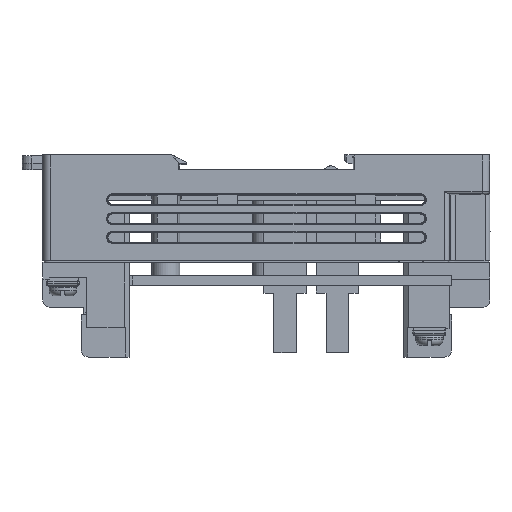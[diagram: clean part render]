
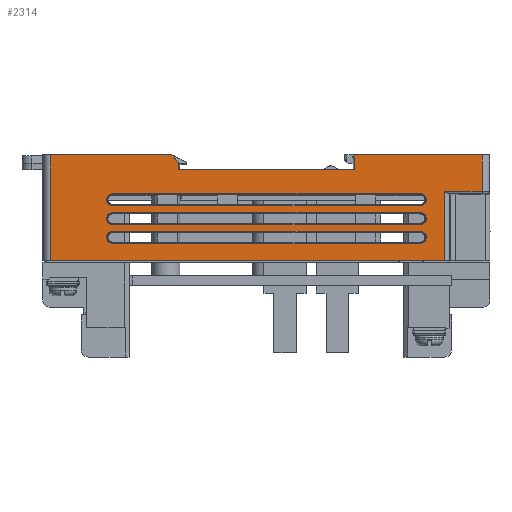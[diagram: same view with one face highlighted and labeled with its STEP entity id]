
A CAD part, front view. The second image highlights one B-rep face of the part: STEP entity #2314.
In plain terms, the highlighted planar face has unit normal (0, -1, 0).
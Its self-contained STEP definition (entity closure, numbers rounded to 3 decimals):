
#2081=CARTESIAN_POINT('',(-43.5,-50.,-21.3));
#2082=VERTEX_POINT('',#2081);
#2090=CARTESIAN_POINT('',(-43.5,-50.,0.));
#2091=VERTEX_POINT('',#2090);
#2092=CARTESIAN_POINT('',(-43.5,-50.,-21.3));
#2093=DIRECTION('',(0.,0.,1.));
#2094=VECTOR('',#2093,21.3);
#2095=LINE('',#2092,#2094);
#2096=EDGE_CURVE('',#2082,#2091,#2095,.T.);
#2108=CARTESIAN_POINT('',(45.,-50.,0.));
#2109=DIRECTION('',(1.,0.,0.));
#2110=DIRECTION('',(0.,-1.,0.));
#2111=AXIS2_PLACEMENT_3D('',#2108,#2110,#2109);
#2112=PLANE('',#2111);
#2113=CARTESIAN_POINT('',(-17.713,-50.,-1.487));
#2114=VERTEX_POINT('',#2113);
#2115=CARTESIAN_POINT('',(-19.2,-50.,0.));
#2116=VERTEX_POINT('',#2115);
#2117=CARTESIAN_POINT('',(-17.713,-50.,-1.487));
#2118=DIRECTION('',(-0.707,0.,0.707));
#2119=VECTOR('',#2118,2.103);
#2120=LINE('',#2117,#2119);
#2121=EDGE_CURVE('',#2114,#2116,#2120,.T.);
#2122=ORIENTED_EDGE('',*,*,#2121,.T.);
#2123=CARTESIAN_POINT('',(-19.2,-50.,0.));
#2124=DIRECTION('',(-1.,0.,0.));
#2125=VECTOR('',#2124,24.3);
#2126=LINE('',#2123,#2125);
#2127=EDGE_CURVE('',#2116,#2091,#2126,.T.);
#2128=ORIENTED_EDGE('',*,*,#2127,.T.);
#2129=ORIENTED_EDGE('',*,*,#2096,.F.);
#2130=CARTESIAN_POINT('',(35.878,-50.,-21.3));
#2131=VERTEX_POINT('',#2130);
#2132=CARTESIAN_POINT('',(-43.5,-50.,-21.3));
#2133=DIRECTION('',(1.,0.,0.));
#2134=VECTOR('',#2133,79.378);
#2135=LINE('',#2132,#2134);
#2136=EDGE_CURVE('',#2082,#2131,#2135,.T.);
#2137=ORIENTED_EDGE('',*,*,#2136,.T.);
#2138=CARTESIAN_POINT('',(35.878,-50.,-7.369));
#2139=VERTEX_POINT('',#2138);
#2140=CARTESIAN_POINT('',(35.878,-50.,-21.3));
#2141=DIRECTION('',(0.,0.,1.));
#2142=VECTOR('',#2141,13.931);
#2143=LINE('',#2140,#2142);
#2144=EDGE_CURVE('',#2131,#2139,#2143,.T.);
#2145=ORIENTED_EDGE('',*,*,#2144,.T.);
#2146=CARTESIAN_POINT('',(43.417,-50.,-7.369));
#2147=VERTEX_POINT('',#2146);
#2148=CARTESIAN_POINT('',(35.878,-50.,-7.369));
#2149=DIRECTION('',(1.,0.,0.));
#2150=VECTOR('',#2149,7.539);
#2151=LINE('',#2148,#2150);
#2152=EDGE_CURVE('',#2139,#2147,#2151,.T.);
#2153=ORIENTED_EDGE('',*,*,#2152,.T.);
#2154=CARTESIAN_POINT('',(43.417,-50.,0.));
#2155=VERTEX_POINT('',#2154);
#2156=CARTESIAN_POINT('',(43.417,-50.,-7.369));
#2157=DIRECTION('',(0.,0.,1.));
#2158=VECTOR('',#2157,7.369);
#2159=LINE('',#2156,#2158);
#2160=EDGE_CURVE('',#2147,#2155,#2159,.T.);
#2161=ORIENTED_EDGE('',*,*,#2160,.T.);
#2162=CARTESIAN_POINT('',(17.726,-50.,0.));
#2163=VERTEX_POINT('',#2162);
#2164=CARTESIAN_POINT('',(43.417,-50.,0.));
#2165=DIRECTION('',(-1.,0.,0.));
#2166=VECTOR('',#2165,25.69);
#2167=LINE('',#2164,#2166);
#2168=EDGE_CURVE('',#2155,#2163,#2167,.T.);
#2169=ORIENTED_EDGE('',*,*,#2168,.T.);
#2170=CARTESIAN_POINT('',(17.7,-50.,-3.));
#2171=VERTEX_POINT('',#2170);
#2172=CARTESIAN_POINT('',(17.726,-50.,0.));
#2173=DIRECTION('',(-0.009,0.,-1.));
#2174=VECTOR('',#2173,3.);
#2175=LINE('',#2172,#2174);
#2176=EDGE_CURVE('',#2163,#2171,#2175,.T.);
#2177=ORIENTED_EDGE('',*,*,#2176,.T.);
#2178=CARTESIAN_POINT('',(-17.7,-50.,-3.));
#2179=VERTEX_POINT('',#2178);
#2180=CARTESIAN_POINT('',(17.7,-50.,-3.));
#2181=DIRECTION('',(-1.,0.,0.));
#2182=VECTOR('',#2181,35.4);
#2183=LINE('',#2180,#2182);
#2184=EDGE_CURVE('',#2171,#2179,#2183,.T.);
#2185=ORIENTED_EDGE('',*,*,#2184,.T.);
#2186=CARTESIAN_POINT('',(-17.7,-50.,-3.));
#2187=DIRECTION('',(-0.009,0.,1.));
#2188=VECTOR('',#2187,1.513);
#2189=LINE('',#2186,#2188);
#2190=EDGE_CURVE('',#2179,#2114,#2189,.T.);
#2191=ORIENTED_EDGE('',*,*,#2190,.T.);
#2192=EDGE_LOOP('',(#2122,#2128,#2129,#2137,#2145,#2153,#2161,#2169,#2177,#2185,#2191));
#2193=FACE_OUTER_BOUND('',#2192,.T.);
#2194=CARTESIAN_POINT('',(-30.974,-50.,-10.239));
#2195=VERTEX_POINT('',#2194);
#2196=CARTESIAN_POINT('',(-30.974,-50.,-7.811));
#2197=VERTEX_POINT('',#2196);
#2198=CARTESIAN_POINT('',(-30.974,-50.,-10.239));
#2199=CARTESIAN_POINT('',(-31.61,-50.,-10.239));
#2200=CARTESIAN_POINT('',(-32.189,-50.,-9.661));
#2201=CARTESIAN_POINT('',(-32.189,-50.,-8.389));
#2202=CARTESIAN_POINT('',(-31.61,-50.,-7.811));
#2203=CARTESIAN_POINT('',(-30.974,-50.,-7.811));
#2204=B_SPLINE_CURVE_WITH_KNOTS('',3,(#2198,#2199,#2200,#2201,#2202,#2203),.UNSPECIFIED.,.F.,.U.,(4,2,4),(0.,0.5,1.),.UNSPECIFIED.);
#2205=EDGE_CURVE('',#2195,#2197,#2204,.T.);
#2206=ORIENTED_EDGE('',*,*,#2205,.T.);
#2207=CARTESIAN_POINT('',(30.971,-50.,-7.811));
#2208=VERTEX_POINT('',#2207);
#2209=CARTESIAN_POINT('',(-30.974,-50.,-7.811));
#2210=DIRECTION('',(1.,0.,0.));
#2211=VECTOR('',#2210,61.945);
#2212=LINE('',#2209,#2211);
#2213=EDGE_CURVE('',#2197,#2208,#2212,.T.);
#2214=ORIENTED_EDGE('',*,*,#2213,.T.);
#2215=CARTESIAN_POINT('',(30.974,-50.,-10.239));
#2216=VERTEX_POINT('',#2215);
#2217=CARTESIAN_POINT('',(30.971,-50.,-7.811));
#2218=CARTESIAN_POINT('',(31.608,-50.,-7.809));
#2219=CARTESIAN_POINT('',(32.188,-50.,-8.387));
#2220=CARTESIAN_POINT('',(32.19,-50.,-9.66));
#2221=CARTESIAN_POINT('',(31.61,-50.,-10.239));
#2222=CARTESIAN_POINT('',(30.974,-50.,-10.239));
#2223=B_SPLINE_CURVE_WITH_KNOTS('',3,(#2217,#2218,#2219,#2220,#2221,#2222),.UNSPECIFIED.,.F.,.U.,(4,2,4),(0.,0.5,1.),.UNSPECIFIED.);
#2224=EDGE_CURVE('',#2208,#2216,#2223,.T.);
#2225=ORIENTED_EDGE('',*,*,#2224,.T.);
#2226=CARTESIAN_POINT('',(30.974,-50.,-10.239));
#2227=DIRECTION('',(-1.,0.,0.));
#2228=VECTOR('',#2227,61.948);
#2229=LINE('',#2226,#2228);
#2230=EDGE_CURVE('',#2216,#2195,#2229,.T.);
#2231=ORIENTED_EDGE('',*,*,#2230,.T.);
#2232=EDGE_LOOP('',(#2206,#2214,#2225,#2231));
#2233=FACE_BOUND('',#2232,.T.);
#2234=CARTESIAN_POINT('',(-30.974,-50.,-14.033));
#2235=VERTEX_POINT('',#2234);
#2236=CARTESIAN_POINT('',(-30.974,-50.,-11.605));
#2237=VERTEX_POINT('',#2236);
#2238=CARTESIAN_POINT('',(-30.974,-50.,-14.033));
#2239=CARTESIAN_POINT('',(-31.61,-50.,-14.034));
#2240=CARTESIAN_POINT('',(-32.189,-50.,-13.455));
#2241=CARTESIAN_POINT('',(-32.189,-50.,-12.183));
#2242=CARTESIAN_POINT('',(-31.61,-50.,-11.605));
#2243=CARTESIAN_POINT('',(-30.974,-50.,-11.606));
#2244=B_SPLINE_CURVE_WITH_KNOTS('',3,(#2238,#2239,#2240,#2241,#2242,#2243),.UNSPECIFIED.,.F.,.U.,(4,2,4),(0.,0.5,1.),.UNSPECIFIED.);
#2245=EDGE_CURVE('',#2235,#2237,#2244,.T.);
#2246=ORIENTED_EDGE('',*,*,#2245,.T.);
#2247=CARTESIAN_POINT('',(30.971,-50.,-11.606));
#2248=VERTEX_POINT('',#2247);
#2249=CARTESIAN_POINT('',(-30.974,-50.,-11.605));
#2250=DIRECTION('',(1.,0.,0.));
#2251=VECTOR('',#2250,61.945);
#2252=LINE('',#2249,#2251);
#2253=EDGE_CURVE('',#2237,#2248,#2252,.T.);
#2254=ORIENTED_EDGE('',*,*,#2253,.T.);
#2255=CARTESIAN_POINT('',(30.974,-50.,-14.033));
#2256=VERTEX_POINT('',#2255);
#2257=CARTESIAN_POINT('',(30.971,-50.,-11.606));
#2258=CARTESIAN_POINT('',(31.608,-50.,-11.604));
#2259=CARTESIAN_POINT('',(32.188,-50.,-12.182));
#2260=CARTESIAN_POINT('',(32.19,-50.,-13.455));
#2261=CARTESIAN_POINT('',(31.61,-50.,-14.034));
#2262=CARTESIAN_POINT('',(30.974,-50.,-14.033));
#2263=B_SPLINE_CURVE_WITH_KNOTS('',3,(#2257,#2258,#2259,#2260,#2261,#2262),.UNSPECIFIED.,.F.,.U.,(4,2,4),(0.,0.5,1.),.UNSPECIFIED.);
#2264=EDGE_CURVE('',#2248,#2256,#2263,.T.);
#2265=ORIENTED_EDGE('',*,*,#2264,.T.);
#2266=CARTESIAN_POINT('',(30.974,-50.,-14.033));
#2267=DIRECTION('',(-1.,0.,0.));
#2268=VECTOR('',#2267,61.948);
#2269=LINE('',#2266,#2268);
#2270=EDGE_CURVE('',#2256,#2235,#2269,.T.);
#2271=ORIENTED_EDGE('',*,*,#2270,.T.);
#2272=EDGE_LOOP('',(#2246,#2254,#2265,#2271));
#2273=FACE_BOUND('',#2272,.T.);
#2274=CARTESIAN_POINT('',(-30.974,-50.,-17.828));
#2275=VERTEX_POINT('',#2274);
#2276=CARTESIAN_POINT('',(-30.974,-50.,-15.4));
#2277=VERTEX_POINT('',#2276);
#2278=CARTESIAN_POINT('',(-30.974,-50.,-17.827));
#2279=CARTESIAN_POINT('',(-31.61,-50.,-17.828));
#2280=CARTESIAN_POINT('',(-32.189,-50.,-17.25));
#2281=CARTESIAN_POINT('',(-32.189,-50.,-15.978));
#2282=CARTESIAN_POINT('',(-31.61,-50.,-15.399));
#2283=CARTESIAN_POINT('',(-30.974,-50.,-15.4));
#2284=B_SPLINE_CURVE_WITH_KNOTS('',3,(#2278,#2279,#2280,#2281,#2282,#2283),.UNSPECIFIED.,.F.,.U.,(4,2,4),(0.,0.5,1.),.UNSPECIFIED.);
#2285=EDGE_CURVE('',#2275,#2277,#2284,.T.);
#2286=ORIENTED_EDGE('',*,*,#2285,.T.);
#2287=CARTESIAN_POINT('',(30.971,-50.,-15.4));
#2288=VERTEX_POINT('',#2287);
#2289=CARTESIAN_POINT('',(-30.974,-50.,-15.4));
#2290=DIRECTION('',(1.,0.,0.));
#2291=VECTOR('',#2290,61.945);
#2292=LINE('',#2289,#2291);
#2293=EDGE_CURVE('',#2277,#2288,#2292,.T.);
#2294=ORIENTED_EDGE('',*,*,#2293,.T.);
#2295=CARTESIAN_POINT('',(30.974,-50.,-17.828));
#2296=VERTEX_POINT('',#2295);
#2297=CARTESIAN_POINT('',(30.971,-50.,-15.4));
#2298=CARTESIAN_POINT('',(31.608,-50.,-15.398));
#2299=CARTESIAN_POINT('',(32.188,-50.,-15.976));
#2300=CARTESIAN_POINT('',(32.19,-50.,-17.249));
#2301=CARTESIAN_POINT('',(31.61,-50.,-17.828));
#2302=CARTESIAN_POINT('',(30.974,-50.,-17.827));
#2303=B_SPLINE_CURVE_WITH_KNOTS('',3,(#2297,#2298,#2299,#2300,#2301,#2302),.UNSPECIFIED.,.F.,.U.,(4,2,4),(0.,0.5,1.),.UNSPECIFIED.);
#2304=EDGE_CURVE('',#2288,#2296,#2303,.T.);
#2305=ORIENTED_EDGE('',*,*,#2304,.T.);
#2306=CARTESIAN_POINT('',(30.974,-50.,-17.828));
#2307=DIRECTION('',(-1.,0.,0.));
#2308=VECTOR('',#2307,61.948);
#2309=LINE('',#2306,#2308);
#2310=EDGE_CURVE('',#2296,#2275,#2309,.T.);
#2311=ORIENTED_EDGE('',*,*,#2310,.T.);
#2312=EDGE_LOOP('',(#2286,#2294,#2305,#2311));
#2313=FACE_BOUND('',#2312,.T.);
#2314=ADVANCED_FACE('',(#2193,#2233,#2273,#2313),#2112,.T.);
